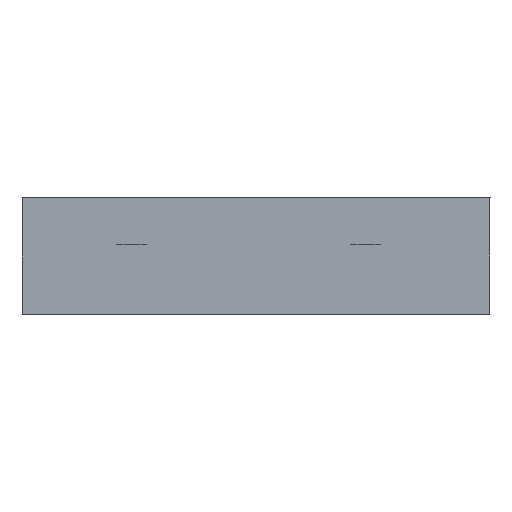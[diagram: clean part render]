
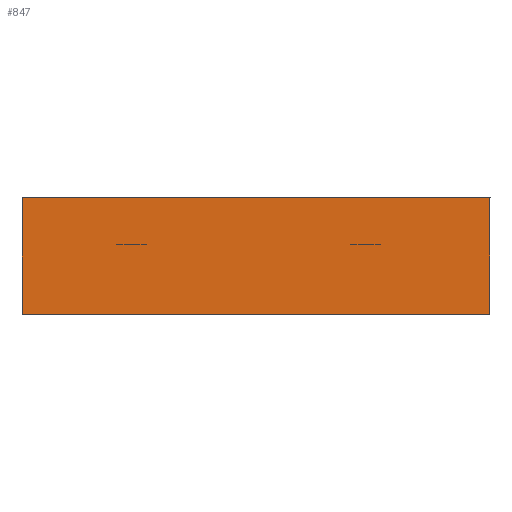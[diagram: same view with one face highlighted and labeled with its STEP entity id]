
A CAD part, left-side view. The second image highlights one B-rep face of the part: STEP entity #847.
In plain terms, the highlighted planar face has unit normal (-1, 0, 0).
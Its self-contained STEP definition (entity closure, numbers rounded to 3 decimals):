
#65=PLANE('',#935);
#99=FACE_OUTER_BOUND('',#164,.T.);
#164=EDGE_LOOP('',(#671,#672,#673,#674));
#234=LINE('',#1296,#290);
#250=LINE('',#1348,#306);
#259=LINE('',#1399,#315);
#260=LINE('',#1400,#316);
#290=VECTOR('',#1026,10.);
#306=VECTOR('',#1074,10.);
#315=VECTOR('',#1133,10.);
#316=VECTOR('',#1134,10.);
#406=VERTEX_POINT('',#1293);
#407=VERTEX_POINT('',#1295);
#427=VERTEX_POINT('',#1346);
#444=VERTEX_POINT('',#1398);
#482=EDGE_CURVE('',#406,#407,#234,.T.);
#510=EDGE_CURVE('',#427,#407,#250,.T.);
#535=EDGE_CURVE('',#406,#444,#259,.T.);
#536=EDGE_CURVE('',#444,#427,#260,.T.);
#671=ORIENTED_EDGE('',*,*,#535,.T.);
#672=ORIENTED_EDGE('',*,*,#536,.T.);
#673=ORIENTED_EDGE('',*,*,#510,.T.);
#674=ORIENTED_EDGE('',*,*,#482,.F.);
#847=ADVANCED_FACE('',(#99),#65,.T.);
#935=AXIS2_PLACEMENT_3D('',#1397,#1131,#1132);
#1026=DIRECTION('',(0.,-1.,0.));
#1074=DIRECTION('',(0.,0.,1.));
#1131=DIRECTION('center_axis',(-1.,0.,0.));
#1132=DIRECTION('ref_axis',(0.,-1.,0.));
#1133=DIRECTION('',(0.,0.,-1.));
#1134=DIRECTION('',(0.,-1.,0.));
#1293=CARTESIAN_POINT('',(-95.595,30.37,18.33));
#1295=CARTESIAN_POINT('',(-95.595,-9.63,18.33));
#1296=CARTESIAN_POINT('',(-95.595,31.67,18.33));
#1346=CARTESIAN_POINT('',(-95.595,-9.63,8.33));
#1348=CARTESIAN_POINT('',(-95.595,-9.63,8.33));
#1397=CARTESIAN_POINT('Origin',(-95.595,31.67,8.33));
#1398=CARTESIAN_POINT('',(-95.595,30.37,8.33));
#1399=CARTESIAN_POINT('',(-95.595,30.37,8.33));
#1400=CARTESIAN_POINT('',(-95.595,31.67,8.33));
